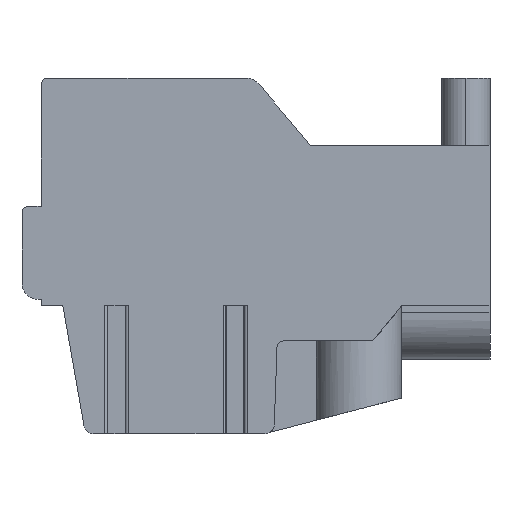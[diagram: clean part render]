
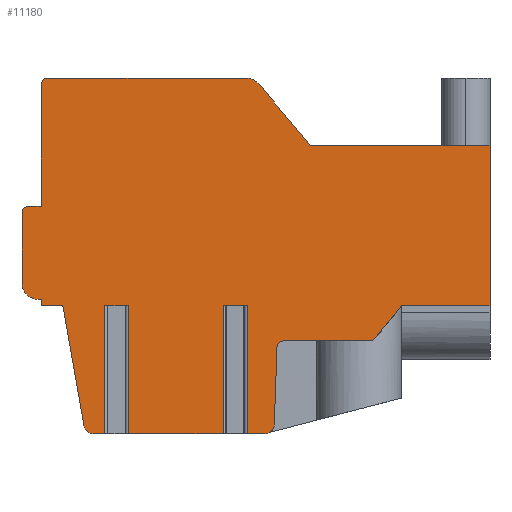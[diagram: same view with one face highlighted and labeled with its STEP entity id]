
A CAD part, front view. The second image highlights one B-rep face of the part: STEP entity #11180.
In plain terms, the highlighted planar face has unit normal (0, -1, 0).
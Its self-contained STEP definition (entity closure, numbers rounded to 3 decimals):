
#1=DIRECTION('',(1.,0.,0.));
#2=VECTOR('',#1,0.746);
#3=CARTESIAN_POINT('',(-12.023,0.,-7.186));
#4=LINE('',#3,#2);
#5=DIRECTION('',(0.,0.,-1.));
#6=VECTOR('',#5,4.);
#7=CARTESIAN_POINT('',(-12.023,0.,-7.186));
#8=LINE('',#7,#6);
#9=DIRECTION('',(-1.,0.,0.));
#10=VECTOR('',#9,0.348);
#11=CARTESIAN_POINT('',(-12.023,0.,-11.186));
#12=LINE('',#11,#10);
#13=CARTESIAN_POINT('',(-12.371,0.,-10.886));
#14=DIRECTION('',(0.,1.,0.));
#15=DIRECTION('',(0.,0.,-1.));
#16=AXIS2_PLACEMENT_3D('',#13,#14,#15);
#18=DIRECTION('',(-0.174,0.,0.985));
#19=VECTOR('',#18,3.81);
#20=CARTESIAN_POINT('',(-12.667,0.,-10.938));
#21=LINE('',#20,#19);
#22=DIRECTION('',(-1.,0.,0.));
#23=VECTOR('',#22,0.672);
#24=CARTESIAN_POINT('',(-13.328,0.,-7.186));
#25=LINE('',#24,#23);
#26=DIRECTION('',(0.,0.,1.));
#27=VECTOR('',#26,0.2);
#28=CARTESIAN_POINT('',(-14.,0.,-7.186));
#29=LINE('',#28,#27);
#30=DIRECTION('',(-1.,0.,0.));
#31=VECTOR('',#30,0.1);
#32=CARTESIAN_POINT('',(-14.,0.,-6.986));
#33=LINE('',#32,#31);
#34=CARTESIAN_POINT('',(-14.1,0.,-6.486));
#35=DIRECTION('',(0.,1.,0.));
#36=DIRECTION('',(0.,0.,-1.));
#37=AXIS2_PLACEMENT_3D('',#34,#35,#36);
#39=DIRECTION('',(0.,0.,1.));
#40=VECTOR('',#39,2.2);
#41=CARTESIAN_POINT('',(-14.6,0.,-6.486));
#42=LINE('',#41,#40);
#43=CARTESIAN_POINT('',(-14.4,0.,-4.286));
#44=DIRECTION('',(0.,1.,0.));
#45=DIRECTION('',(-1.,0.,0.));
#46=AXIS2_PLACEMENT_3D('',#43,#44,#45);
#48=DIRECTION('',(1.,0.,0.));
#49=VECTOR('',#48,0.4);
#50=CARTESIAN_POINT('',(-14.4,0.,-4.086));
#51=LINE('',#50,#49);
#52=DIRECTION('',(0.,0.,1.));
#53=VECTOR('',#52,3.8);
#54=CARTESIAN_POINT('',(-14.,0.,-4.086));
#55=LINE('',#54,#53);
#56=CARTESIAN_POINT('',(-13.8,0.,-0.286));
#57=DIRECTION('',(0.,1.,0.));
#58=DIRECTION('',(-1.,0.,0.));
#59=AXIS2_PLACEMENT_3D('',#56,#57,#58);
#61=DIRECTION('',(1.,0.,0.));
#62=VECTOR('',#61,6.205);
#63=CARTESIAN_POINT('',(-13.8,0.,-0.086));
#64=LINE('',#63,#62);
#65=CARTESIAN_POINT('',(-7.595,0.,-0.586));
#66=DIRECTION('',(0.,1.,0.));
#67=DIRECTION('',(0.,0.,1.));
#68=AXIS2_PLACEMENT_3D('',#65,#66,#67);
#70=DIRECTION('',(0.643,0.,-0.766));
#71=VECTOR('',#70,2.508);
#72=CARTESIAN_POINT('',(-7.212,0.,-0.264));
#73=LINE('',#72,#71);
#74=DIRECTION('',(1.,0.,0.));
#75=VECTOR('',#74,5.6);
#76=CARTESIAN_POINT('',(-5.6,0.,-2.186));
#77=LINE('',#76,#75);
#78=DIRECTION('',(0.,0.,-1.));
#79=VECTOR('',#78,5.);
#80=CARTESIAN_POINT('',(0.,0.,-2.186));
#81=LINE('',#80,#79);
#82=DIRECTION('',(-1.,0.,0.));
#83=VECTOR('',#82,2.75);
#84=CARTESIAN_POINT('',(0.,0.,-7.186));
#85=LINE('',#84,#83);
#86=DIRECTION('',(-0.635,0.,-0.773));
#87=VECTOR('',#86,1.423);
#88=CARTESIAN_POINT('',(-2.75,0.,-7.186));
#89=LINE('',#88,#87);
#90=DIRECTION('',(-1.,0.,0.));
#91=VECTOR('',#90,2.792);
#92=CARTESIAN_POINT('',(-3.653,0.,-8.286));
#93=LINE('',#92,#91);
#94=CARTESIAN_POINT('',(-6.445,0.,-8.486));
#95=DIRECTION('',(0.,-1.,0.));
#96=DIRECTION('',(0.,0.,1.));
#97=AXIS2_PLACEMENT_3D('',#94,#95,#96);
#99=DIRECTION('',(-0.035,0.,-0.999));
#100=VECTOR('',#99,2.419);
#101=CARTESIAN_POINT('',(-6.645,0.,-8.479));
#102=LINE('',#101,#100);
#103=CARTESIAN_POINT('',(-7.029,0.,-10.886));
#104=DIRECTION('',(0.,1.,0.));
#105=DIRECTION('',(0.999,0.,-0.035));
#106=AXIS2_PLACEMENT_3D('',#103,#104,#105);
#108=DIRECTION('',(-1.,0.,0.));
#109=VECTOR('',#108,0.547);
#110=CARTESIAN_POINT('',(-7.029,0.,-11.186));
#111=LINE('',#110,#109);
#112=DIRECTION('',(0.,0.,-1.));
#113=VECTOR('',#112,4.);
#114=CARTESIAN_POINT('',(-7.577,0.,-7.186));
#115=LINE('',#114,#113);
#116=DIRECTION('',(1.,0.,0.));
#117=VECTOR('',#116,0.746);
#118=CARTESIAN_POINT('',(-8.323,0.,-7.186));
#119=LINE('',#118,#117);
#120=DIRECTION('',(0.,0.,-1.));
#121=VECTOR('',#120,4.);
#122=CARTESIAN_POINT('',(-8.323,0.,-7.186));
#123=LINE('',#122,#121);
#124=DIRECTION('',(-1.,0.,0.));
#125=VECTOR('',#124,2.954);
#126=CARTESIAN_POINT('',(-8.323,0.,-11.186));
#127=LINE('',#126,#125);
#128=DIRECTION('',(0.,0.,-1.));
#129=VECTOR('',#128,4.);
#130=CARTESIAN_POINT('',(-11.277,0.,-7.186));
#131=LINE('',#130,#129);
#8679=CARTESIAN_POINT('',(-14.6,0.,-6.486));
#8680=CARTESIAN_POINT('',(-14.6,0.,-4.286));
#8681=VERTEX_POINT('',#8679);
#8682=VERTEX_POINT('',#8680);
#8683=CARTESIAN_POINT('',(-14.4,0.,-4.086));
#8684=VERTEX_POINT('',#8683);
#8685=CARTESIAN_POINT('',(-14.,0.,-4.086));
#8686=VERTEX_POINT('',#8685);
#8687=CARTESIAN_POINT('',(-14.,0.,-0.286));
#8688=VERTEX_POINT('',#8687);
#8689=CARTESIAN_POINT('',(-13.8,0.,-0.086));
#8690=VERTEX_POINT('',#8689);
#8691=CARTESIAN_POINT('',(-7.595,0.,-0.086));
#8692=VERTEX_POINT('',#8691);
#8693=CARTESIAN_POINT('',(-7.212,0.,-0.264));
#8694=VERTEX_POINT('',#8693);
#8695=CARTESIAN_POINT('',(-5.6,0.,-2.186));
#8696=VERTEX_POINT('',#8695);
#8697=CARTESIAN_POINT('',(0.,0.,-2.186));
#8698=VERTEX_POINT('',#8697);
#8699=CARTESIAN_POINT('',(0.,0.,-7.186));
#8700=VERTEX_POINT('',#8699);
#8701=CARTESIAN_POINT('',(-2.75,0.,-7.186));
#8702=VERTEX_POINT('',#8701);
#8703=CARTESIAN_POINT('',(-3.653,0.,-8.286));
#8704=VERTEX_POINT('',#8703);
#8705=CARTESIAN_POINT('',(-6.445,0.,-8.286));
#8706=VERTEX_POINT('',#8705);
#8707=CARTESIAN_POINT('',(-6.645,0.,-8.479));
#8708=VERTEX_POINT('',#8707);
#8709=CARTESIAN_POINT('',(-6.73,0.,-10.896));
#8710=VERTEX_POINT('',#8709);
#8711=CARTESIAN_POINT('',(-7.029,0.,-11.186));
#8712=VERTEX_POINT('',#8711);
#8713=CARTESIAN_POINT('',(-12.371,0.,-11.186));
#8714=CARTESIAN_POINT('',(-12.667,0.,-10.938));
#8715=VERTEX_POINT('',#8713);
#8716=VERTEX_POINT('',#8714);
#8717=CARTESIAN_POINT('',(-13.328,0.,-7.186));
#8718=VERTEX_POINT('',#8717);
#8719=CARTESIAN_POINT('',(-14.,0.,-7.186));
#8720=VERTEX_POINT('',#8719);
#8721=CARTESIAN_POINT('',(-14.,0.,-6.986));
#8722=VERTEX_POINT('',#8721);
#8723=CARTESIAN_POINT('',(-14.1,0.,-6.986));
#8724=VERTEX_POINT('',#8723);
#9175=CARTESIAN_POINT('',(-12.023,0.,-7.186));
#9176=CARTESIAN_POINT('',(-11.277,0.,-7.186));
#9177=VERTEX_POINT('',#9175);
#9178=VERTEX_POINT('',#9176);
#9179=CARTESIAN_POINT('',(-8.323,0.,-7.186));
#9180=CARTESIAN_POINT('',(-7.577,0.,-7.186));
#9181=VERTEX_POINT('',#9179);
#9182=VERTEX_POINT('',#9180);
#9183=CARTESIAN_POINT('',(-11.277,0.,-11.186));
#9184=VERTEX_POINT('',#9183);
#9185=CARTESIAN_POINT('',(-12.023,0.,-11.186));
#9186=VERTEX_POINT('',#9185);
#9187=CARTESIAN_POINT('',(-8.323,0.,-11.186));
#9188=VERTEX_POINT('',#9187);
#9189=CARTESIAN_POINT('',(-7.577,0.,-11.186));
#9190=VERTEX_POINT('',#9189);
#11111=CARTESIAN_POINT('',(0.,0.,0.));
#11112=DIRECTION('',(0.,1.,0.));
#11113=DIRECTION('',(1.,0.,0.));
#11114=AXIS2_PLACEMENT_3D('',#11111,#11112,#11113);
#11115=PLANE('',#11114);
#11117=ORIENTED_EDGE('',*,*,#11116,.F.);
#11119=ORIENTED_EDGE('',*,*,#11118,.T.);
#11121=ORIENTED_EDGE('',*,*,#11120,.T.);
#11123=ORIENTED_EDGE('',*,*,#11122,.T.);
#11125=ORIENTED_EDGE('',*,*,#11124,.T.);
#11127=ORIENTED_EDGE('',*,*,#11126,.T.);
#11129=ORIENTED_EDGE('',*,*,#11128,.T.);
#11131=ORIENTED_EDGE('',*,*,#11130,.T.);
#11133=ORIENTED_EDGE('',*,*,#11132,.T.);
#11135=ORIENTED_EDGE('',*,*,#11134,.T.);
#11137=ORIENTED_EDGE('',*,*,#11136,.T.);
#11139=ORIENTED_EDGE('',*,*,#11138,.T.);
#11141=ORIENTED_EDGE('',*,*,#11140,.T.);
#11143=ORIENTED_EDGE('',*,*,#11142,.T.);
#11145=ORIENTED_EDGE('',*,*,#11144,.T.);
#11147=ORIENTED_EDGE('',*,*,#11146,.T.);
#11149=ORIENTED_EDGE('',*,*,#11148,.T.);
#11151=ORIENTED_EDGE('',*,*,#11150,.T.);
#11153=ORIENTED_EDGE('',*,*,#11152,.T.);
#11155=ORIENTED_EDGE('',*,*,#11154,.T.);
#11157=ORIENTED_EDGE('',*,*,#11156,.T.);
#11159=ORIENTED_EDGE('',*,*,#11158,.T.);
#11161=ORIENTED_EDGE('',*,*,#11160,.T.);
#11163=ORIENTED_EDGE('',*,*,#11162,.T.);
#11165=ORIENTED_EDGE('',*,*,#11164,.T.);
#11167=ORIENTED_EDGE('',*,*,#11166,.T.);
#11169=ORIENTED_EDGE('',*,*,#11168,.F.);
#11171=ORIENTED_EDGE('',*,*,#11170,.F.);
#11173=ORIENTED_EDGE('',*,*,#11172,.T.);
#11175=ORIENTED_EDGE('',*,*,#11174,.T.);
#11177=ORIENTED_EDGE('',*,*,#11176,.F.);
#11178=EDGE_LOOP('',(#11117,#11119,#11121,#11123,#11125,#11127,#11129,#11131,
#11133,#11135,#11137,#11139,#11141,#11143,#11145,#11147,#11149,#11151,#11153,
#11155,#11157,#11159,#11161,#11163,#11165,#11167,#11169,#11171,#11173,#11175,
#11177));
#11179=FACE_OUTER_BOUND('',#11178,.F.);
#11180=ADVANCED_FACE('',(#11179),#11115,.F.);
#17=CIRCLE('',#16,0.3);
#38=CIRCLE('',#37,0.5);
#47=CIRCLE('',#46,0.2);
#60=CIRCLE('',#59,0.2);
#69=CIRCLE('',#68,0.5);
#98=CIRCLE('',#97,0.2);
#107=CIRCLE('',#106,0.3);
#11116=EDGE_CURVE('',#9177,#9178,#4,.T.);
#11118=EDGE_CURVE('',#9177,#9186,#8,.T.);
#11120=EDGE_CURVE('',#9186,#8715,#12,.T.);
#11122=EDGE_CURVE('',#8715,#8716,#17,.T.);
#11124=EDGE_CURVE('',#8716,#8718,#21,.T.);
#11126=EDGE_CURVE('',#8718,#8720,#25,.T.);
#11128=EDGE_CURVE('',#8720,#8722,#29,.T.);
#11130=EDGE_CURVE('',#8722,#8724,#33,.T.);
#11132=EDGE_CURVE('',#8724,#8681,#38,.T.);
#11134=EDGE_CURVE('',#8681,#8682,#42,.T.);
#11136=EDGE_CURVE('',#8682,#8684,#47,.T.);
#11138=EDGE_CURVE('',#8684,#8686,#51,.T.);
#11140=EDGE_CURVE('',#8686,#8688,#55,.T.);
#11142=EDGE_CURVE('',#8688,#8690,#60,.T.);
#11144=EDGE_CURVE('',#8690,#8692,#64,.T.);
#11146=EDGE_CURVE('',#8692,#8694,#69,.T.);
#11148=EDGE_CURVE('',#8694,#8696,#73,.T.);
#11150=EDGE_CURVE('',#8696,#8698,#77,.T.);
#11152=EDGE_CURVE('',#8698,#8700,#81,.T.);
#11154=EDGE_CURVE('',#8700,#8702,#85,.T.);
#11156=EDGE_CURVE('',#8702,#8704,#89,.T.);
#11158=EDGE_CURVE('',#8704,#8706,#93,.T.);
#11160=EDGE_CURVE('',#8706,#8708,#98,.T.);
#11162=EDGE_CURVE('',#8708,#8710,#102,.T.);
#11164=EDGE_CURVE('',#8710,#8712,#107,.T.);
#11166=EDGE_CURVE('',#8712,#9190,#111,.T.);
#11168=EDGE_CURVE('',#9182,#9190,#115,.T.);
#11170=EDGE_CURVE('',#9181,#9182,#119,.T.);
#11172=EDGE_CURVE('',#9181,#9188,#123,.T.);
#11174=EDGE_CURVE('',#9188,#9184,#127,.T.);
#11176=EDGE_CURVE('',#9178,#9184,#131,.T.);
